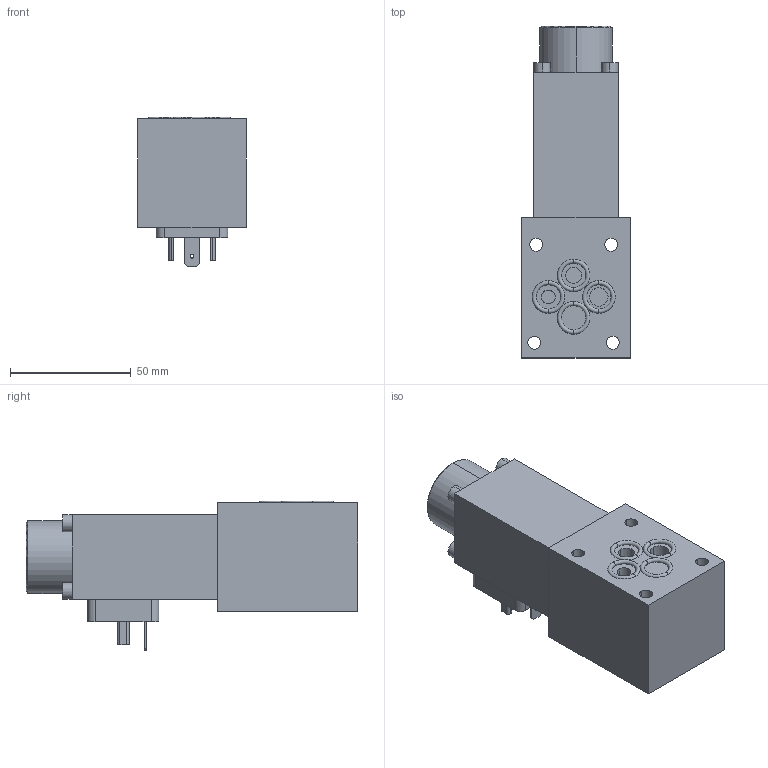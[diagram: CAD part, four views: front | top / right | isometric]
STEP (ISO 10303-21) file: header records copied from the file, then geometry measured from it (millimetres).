
FILE_DESCRIPTION((''),'2;1');
FILE_NAME('ILCM47111505','2011-05-05T',('jdw'),(''),'PRO/ENGINEER BY PARAMETRIC TECHNOLOGY CORPORATION, 2007460','PRO/ENGINEER BY PARAMETRIC TECHNOLOGY CORPORATION, 2007460','');
FILE_SCHEMA(('AUTOMOTIVE_DESIGN_CC2 { 1 2 10303 214 -1 1 5 2 }'));
Length unit declared in the file: millimetre
Products named in the file (1): ILCM47111505
Bounding box: 44.7 x 137.16 x 61.85 mm (x, y, z)
Volume: 203734.5 mm3; surface area: 31440.4 mm2
Topology: 1 solids, 1 shells, 152 faces, 382 edges, 256 vertices
Faces by surface type: plane 86, cylinder 56, torus 8, cone 2
Entity records: 5105 total; most frequent: DIRECTION 828, CARTESIAN_POINT 828, ORIENTED_EDGE 764, EDGE_CURVE 382, AXIS2_PLACEMENT_3D 298, VERTEX_POINT 256, VECTOR 232, LINE 232
